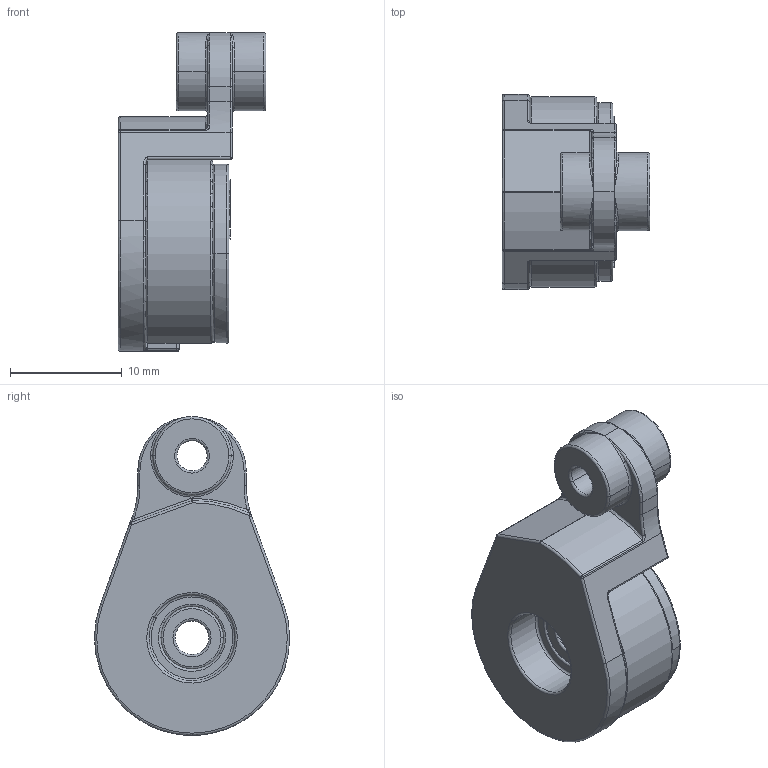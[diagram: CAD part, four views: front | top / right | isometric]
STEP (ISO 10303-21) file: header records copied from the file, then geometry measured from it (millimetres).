
FILE_DESCRIPTION(/* description */ ('CAx-IF Rec.Pracs.---Representation and Presentation of Product Manufacturing Information (PMI)---4.0---2014-10-13','CAx-IF Rec.Pracs.---3D Tessellated Geometry---0.4---2014-09-14','2;1'),/* implementation_level */ '2;1');
FILE_NAME(/* name */ 'Sauve servo P2 51005',/* time_stamp */ '2024-09-25T14:39:15+02:00',/* author */ (''),/* organization */ (''),/* preprocessor_version */ 'ST-DEVELOPER v16.7',/* originating_system */ 'SIEMENS PLM Software NX 1867',/* authorisation */ $);
FILE_SCHEMA (('AP242_MANAGED_MODEL_BASED_3D_ENGINEERING_MIM_LF { 1 0 10303 442 1 1 4 }'));
Length unit declared in the file: millimetre
Products named in the file (3): Sauve servo P2 51005; Sauve servo P4 51005; Sauve servo P5 51005
Assembly tree (2 placements, depth 2):
  Sauve servo P2 51005
    Sauve servo P4 51005
    Sauve servo P5 51005
Bounding box: 13.2 x 17.45 x 28.5 mm (x, y, z)
Volume: 2570.2 mm3; surface area: 2928.3 mm2
Topology: 3 solids, 3 shells, 596 faces, 1519 edges, 897 vertices
Faces by surface type: plane 201, cylinder 138, torus 107, bspline 75, sphere 45, cone 30
Entity records: 19415 total; most frequent: CARTESIAN_POINT 5428, ORIENTED_EDGE 2932, DIRECTION 2792, EDGE_CURVE 1466, AXIS2_PLACEMENT_3D 1093, VERTEX_POINT 897, LINE 654, VECTOR 654
